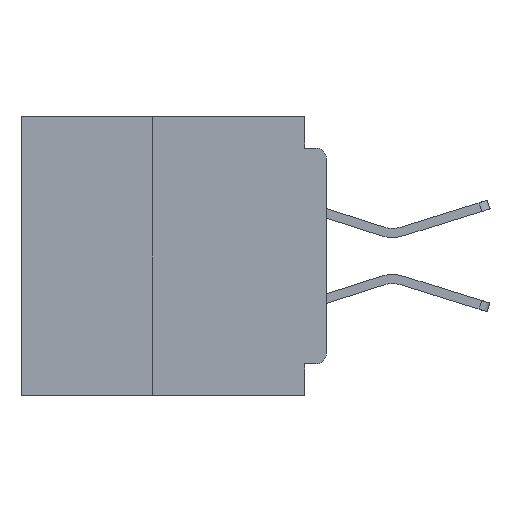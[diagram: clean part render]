
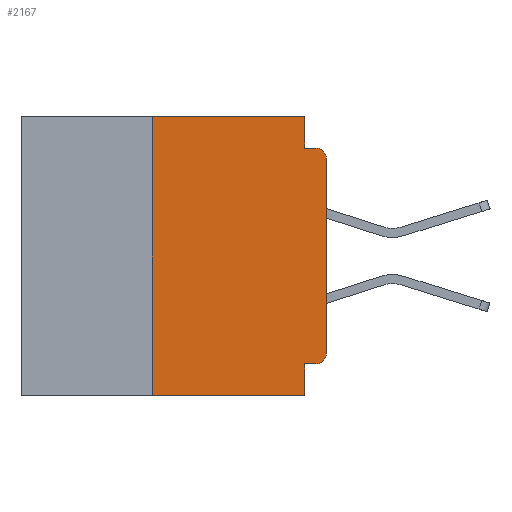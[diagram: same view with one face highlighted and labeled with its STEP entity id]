
A CAD part, left-side view. The second image highlights one B-rep face of the part: STEP entity #2167.
In plain terms, the highlighted planar face has unit normal (-1, 0, 0).
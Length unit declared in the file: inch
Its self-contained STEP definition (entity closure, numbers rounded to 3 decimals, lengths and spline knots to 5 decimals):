
#165 = VERTEX_POINT ( 'NONE', #19289 ) ;
#757 = DIRECTION ( 'NONE',  ( 0., -1., 0. ) ) ;
#1120 = VERTEX_POINT ( 'NONE', #4882 ) ;
#1199 = ORIENTED_EDGE ( 'NONE', *, *, #7770, .F. ) ;
#1578 = VERTEX_POINT ( 'NONE', #14472 ) ;
#2114 = ORIENTED_EDGE ( 'NONE', *, *, #10716, .T. ) ;
#2167 = ADVANCED_FACE ( 'NONE', ( #27466 ), #25516, .F. ) ;
#2504 = LINE ( 'NONE', #8288, #17528 ) ;
#2938 = VECTOR ( 'NONE', #16032, 39.37008 ) ;
#3688 = CARTESIAN_POINT ( 'NONE',  ( 0., 0.015, -0.34 ) ) ;
#4882 = CARTESIAN_POINT ( 'NONE',  ( 0., 0.031, 0. ) ) ;
#4950 = VECTOR ( 'NONE', #23805, 39.37008 ) ;
#5461 = CIRCLE ( 'NONE', #25752, 0.015 ) ;
#5655 = EDGE_CURVE ( 'NONE', #165, #8123, #5461, .T. ) ;
#6586 = VERTEX_POINT ( 'NONE', #20708 ) ;
#6755 = DIRECTION ( 'NONE',  ( 0., 0., -1. ) ) ;
#7251 = DIRECTION ( 'NONE',  ( -1., 0., 0. ) ) ;
#7770 = EDGE_CURVE ( 'NONE', #16480, #22965, #10982, .T. ) ;
#8123 = VERTEX_POINT ( 'NONE', #14726 ) ;
#8280 = VECTOR ( 'NONE', #22543, 39.37008 ) ;
#8288 = CARTESIAN_POINT ( 'NONE',  ( 0., 0.25, -0.4 ) ) ;
#9022 = CARTESIAN_POINT ( 'NONE',  ( 0., 0.031, -0.4 ) ) ;
#9985 = CARTESIAN_POINT ( 'NONE',  ( 0., 0.437, 0. ) ) ;
#10716 = EDGE_CURVE ( 'NONE', #14846, #6586, #31931, .T. ) ;
#10982 = LINE ( 'NONE', #18977, #2938 ) ;
#11303 = DIRECTION ( 'NONE',  ( 0., 0., 1. ) ) ;
#11884 = EDGE_CURVE ( 'NONE', #1120, #34137, #23624, .T. ) ;
#11993 = CARTESIAN_POINT ( 'NONE',  ( 0., 0.25, -0.4 ) ) ;
#12101 = EDGE_CURVE ( 'NONE', #34137, #8123, #31824, .T. ) ;
#12397 = EDGE_CURVE ( 'NONE', #22965, #6586, #35326, .T. ) ;
#12485 = VECTOR ( 'NONE', #32499, 39.37008 ) ;
#12582 = ORIENTED_EDGE ( 'NONE', *, *, #22576, .F. ) ;
#13606 = VECTOR ( 'NONE', #24886, 39.37008 ) ;
#14062 = EDGE_LOOP ( 'NONE', ( #33225, #18160, #26925, #24638, #22357, #12582, #2114, #24589, #1199, #24621 ) ) ;
#14472 = CARTESIAN_POINT ( 'NONE',  ( 0., 0.25, 0. ) ) ;
#14586 = CARTESIAN_POINT ( 'NONE',  ( 0., 0.015, -0.355 ) ) ;
#14726 = CARTESIAN_POINT ( 'NONE',  ( 0., 0.015, -0.045 ) ) ;
#14846 = VERTEX_POINT ( 'NONE', #11993 ) ;
#15826 = CARTESIAN_POINT ( 'NONE',  ( 0., 0.437, -0.4 ) ) ;
#16032 = DIRECTION ( 'NONE',  ( 0., 1., 0. ) ) ;
#16480 = VERTEX_POINT ( 'NONE', #14586 ) ;
#17528 = VECTOR ( 'NONE', #11303, 39.37008 ) ;
#18160 = ORIENTED_EDGE ( 'NONE', *, *, #5655, .T. ) ;
#18421 = EDGE_CURVE ( 'NONE', #33279, #165, #35737, .T. ) ;
#18600 = AXIS2_PLACEMENT_3D ( 'NONE', #3688, #24529, #6755 ) ;
#18977 = CARTESIAN_POINT ( 'NONE',  ( 0., 0., -0.355 ) ) ;
#19289 = CARTESIAN_POINT ( 'NONE',  ( 0., 0., -0.06 ) ) ;
#19564 = CARTESIAN_POINT ( 'NONE',  ( 0., 0., -0.045 ) ) ;
#20708 = CARTESIAN_POINT ( 'NONE',  ( 0., 0.031, -0.4 ) ) ;
#22106 = CIRCLE ( 'NONE', #18600, 0.015 ) ;
#22357 = ORIENTED_EDGE ( 'NONE', *, *, #31240, .F. ) ;
#22543 = DIRECTION ( 'NONE',  ( 0., -1., 0. ) ) ;
#22576 = EDGE_CURVE ( 'NONE', #14846, #1578, #2504, .T. ) ;
#22965 = VERTEX_POINT ( 'NONE', #34107 ) ;
#23438 = CARTESIAN_POINT ( 'NONE',  ( 0., 0., -0.34 ) ) ;
#23624 = LINE ( 'NONE', #24364, #30512 ) ;
#23805 = DIRECTION ( 'NONE',  ( 0., 0., -1. ) ) ;
#24036 = EDGE_CURVE ( 'NONE', #16480, #33279, #22106, .T. ) ;
#24364 = CARTESIAN_POINT ( 'NONE',  ( 0., 0.031, 0. ) ) ;
#24491 = DIRECTION ( 'NONE',  ( 0., 0., -1. ) ) ;
#24529 = DIRECTION ( 'NONE',  ( -1., 0., 0. ) ) ;
#24589 = ORIENTED_EDGE ( 'NONE', *, *, #12397, .F. ) ;
#24621 = ORIENTED_EDGE ( 'NONE', *, *, #24036, .T. ) ;
#24638 = ORIENTED_EDGE ( 'NONE', *, *, #11884, .F. ) ;
#24886 = DIRECTION ( 'NONE',  ( 0., -1., 0. ) ) ;
#25035 = CARTESIAN_POINT ( 'NONE',  ( 0., 0.015, -0.06 ) ) ;
#25392 = DIRECTION ( 'NONE',  ( 0., 0., -1. ) ) ;
#25493 = DIRECTION ( 'NONE',  ( 1., 0., 0. ) ) ;
#25516 = PLANE ( 'NONE',  #35555 ) ;
#25752 = AXIS2_PLACEMENT_3D ( 'NONE', #25035, #7251, #27946 ) ;
#25934 = CARTESIAN_POINT ( 'NONE',  ( 0., 0.437, 0. ) ) ;
#26925 = ORIENTED_EDGE ( 'NONE', *, *, #12101, .F. ) ;
#27466 = FACE_OUTER_BOUND ( 'NONE', #14062, .T. ) ;
#27946 = DIRECTION ( 'NONE',  ( 0., 0., -1. ) ) ;
#29273 = LINE ( 'NONE', #9985, #13606 ) ;
#29617 = CARTESIAN_POINT ( 'NONE',  ( 0., 0., 0. ) ) ;
#30196 = CARTESIAN_POINT ( 'NONE',  ( 0., 0.031, -0.045 ) ) ;
#30512 = VECTOR ( 'NONE', #24491, 39.37008 ) ;
#31026 = VECTOR ( 'NONE', #757, 39.37008 ) ;
#31240 = EDGE_CURVE ( 'NONE', #1578, #1120, #29273, .T. ) ;
#31824 = LINE ( 'NONE', #19564, #8280 ) ;
#31931 = LINE ( 'NONE', #15826, #31026 ) ;
#32499 = DIRECTION ( 'NONE',  ( 0., 0., 1. ) ) ;
#33225 = ORIENTED_EDGE ( 'NONE', *, *, #18421, .T. ) ;
#33279 = VERTEX_POINT ( 'NONE', #23438 ) ;
#34107 = CARTESIAN_POINT ( 'NONE',  ( 0., 0.031, -0.355 ) ) ;
#34137 = VERTEX_POINT ( 'NONE', #30196 ) ;
#35326 = LINE ( 'NONE', #9022, #4950 ) ;
#35555 = AXIS2_PLACEMENT_3D ( 'NONE', #25934, #25493, #25392 ) ;
#35737 = LINE ( 'NONE', #29617, #12485 ) ;
